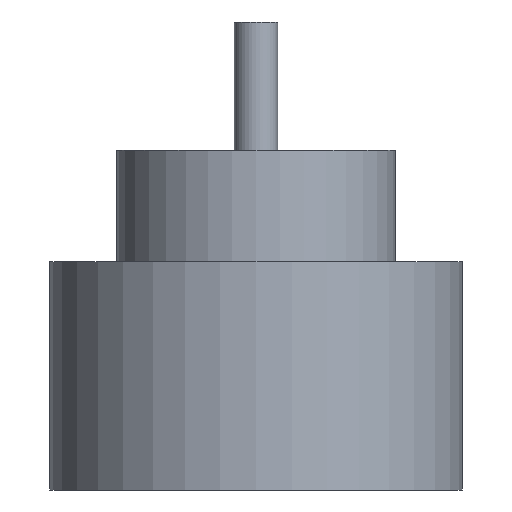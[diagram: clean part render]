
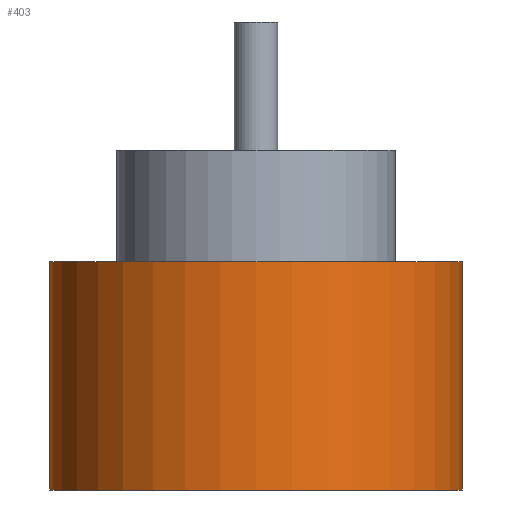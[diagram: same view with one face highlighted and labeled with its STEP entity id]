
A CAD part, front view. The second image highlights one B-rep face of the part: STEP entity #403.
In plain terms, the highlighted cylindrical face has radius 1.85 mm (diameter 3.7 mm), a partial arc.
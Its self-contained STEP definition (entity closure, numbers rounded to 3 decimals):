
#16 = VECTOR ( 'NONE', #668, 1000. ) ;
#24 = EDGE_LOOP ( 'NONE', ( #482, #736, #137, #322 ) ) ;
#32 = AXIS2_PLACEMENT_3D ( 'NONE', #465, #747, #519 ) ;
#54 = DIRECTION ( 'NONE',  ( 1., 0., 0. ) ) ;
#77 = DIRECTION ( 'NONE',  ( 0., 0., -1. ) ) ;
#90 = EDGE_CURVE ( 'NONE', #161, #722, #439, .T. ) ;
#92 = CARTESIAN_POINT ( 'NONE',  ( 1.85, 0., -0.5 ) ) ;
#99 = EDGE_CURVE ( 'NONE', #722, #334, #682, .T. ) ;
#123 = DIRECTION ( 'NONE',  ( 0., 0., 1. ) ) ;
#131 = DIRECTION ( 'NONE',  ( 1., 0., 0. ) ) ;
#137 = ORIENTED_EDGE ( 'NONE', *, *, #90, .T. ) ;
#161 = VERTEX_POINT ( 'NONE', #486 ) ;
#166 = CARTESIAN_POINT ( 'NONE',  ( -1.85, 0., -0.5 ) ) ;
#255 = VERTEX_POINT ( 'NONE', #662 ) ;
#260 = VECTOR ( 'NONE', #77, 1000. ) ;
#293 = LINE ( 'NONE', #511, #16 ) ;
#322 = ORIENTED_EDGE ( 'NONE', *, *, #99, .T. ) ;
#326 = EDGE_CURVE ( 'NONE', #255, #334, #293, .T. ) ;
#334 = VERTEX_POINT ( 'NONE', #92 ) ;
#384 = AXIS2_PLACEMENT_3D ( 'NONE', #534, #123, #131 ) ;
#403 = ADVANCED_FACE ( 'NONE', ( #521 ), #490, .T. ) ;
#439 = LINE ( 'NONE', #594, #260 ) ;
#465 = CARTESIAN_POINT ( 'NONE',  ( 0., 0., 2.55 ) ) ;
#482 = ORIENTED_EDGE ( 'NONE', *, *, #326, .F. ) ;
#486 = CARTESIAN_POINT ( 'NONE',  ( -1.85, 0., 1.55 ) ) ;
#490 = CYLINDRICAL_SURFACE ( 'NONE', #32, 1.85 ) ;
#511 = CARTESIAN_POINT ( 'NONE',  ( 1.85, 0., 2.55 ) ) ;
#519 = DIRECTION ( 'NONE',  ( -1., 0., 0. ) ) ;
#521 = FACE_OUTER_BOUND ( 'NONE', #24, .T. ) ;
#534 = CARTESIAN_POINT ( 'NONE',  ( 0., 0., -0.5 ) ) ;
#582 = DIRECTION ( 'NONE',  ( 0., 0., 1. ) ) ;
#594 = CARTESIAN_POINT ( 'NONE',  ( -1.85, 0., 2.55 ) ) ;
#633 = CARTESIAN_POINT ( 'NONE',  ( 0., 0., 1.55 ) ) ;
#662 = CARTESIAN_POINT ( 'NONE',  ( 1.85, 0., 1.55 ) ) ;
#668 = DIRECTION ( 'NONE',  ( 0., 0., -1. ) ) ;
#672 = EDGE_CURVE ( 'NONE', #161, #255, #687, .T. ) ;
#682 = CIRCLE ( 'NONE', #384, 1.85 ) ;
#687 = CIRCLE ( 'NONE', #689, 1.85 ) ;
#689 = AXIS2_PLACEMENT_3D ( 'NONE', #633, #582, #54 ) ;
#722 = VERTEX_POINT ( 'NONE', #166 ) ;
#736 = ORIENTED_EDGE ( 'NONE', *, *, #672, .F. ) ;
#747 = DIRECTION ( 'NONE',  ( 0., 0., -1. ) ) ;
